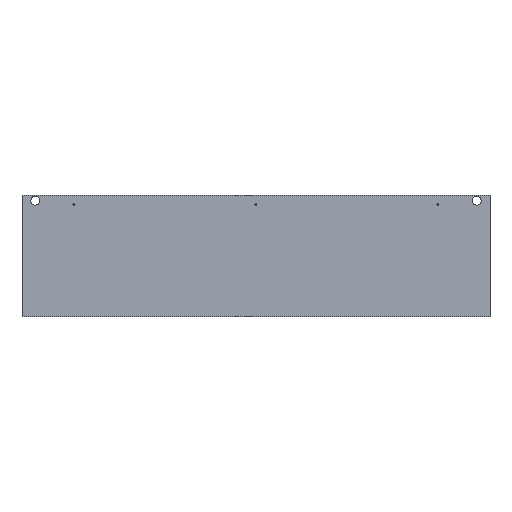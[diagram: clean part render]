
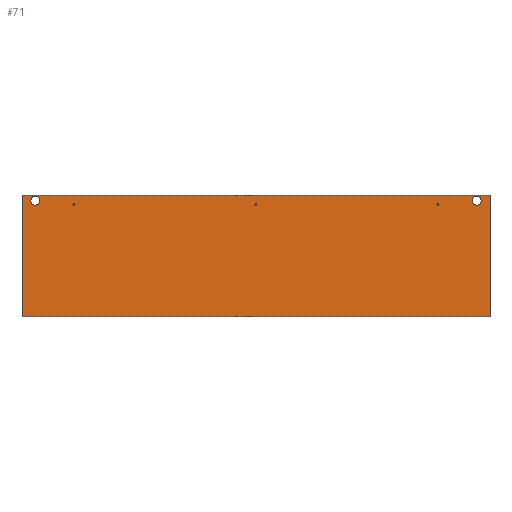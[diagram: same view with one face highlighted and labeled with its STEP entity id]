
A CAD part, top view. The second image highlights one B-rep face of the part: STEP entity #71.
In plain terms, the highlighted planar face has unit normal (0, 0, 1).
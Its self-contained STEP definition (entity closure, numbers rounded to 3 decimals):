
#71=ADVANCED_FACE('',(#172,#173,#174,#175,#176,#177),#178,.T.);
#172=FACE_BOUND('',#313,.T.);
#173=FACE_BOUND('',#314,.T.);
#174=FACE_BOUND('',#315,.T.);
#175=FACE_BOUND('',#316,.T.);
#176=FACE_BOUND('',#317,.T.);
#177=FACE_OUTER_BOUND('',#318,.T.);
#178=PLANE('',#319);
#313=EDGE_LOOP('',(#468));
#314=EDGE_LOOP('',(#469));
#315=EDGE_LOOP('',(#470));
#316=EDGE_LOOP('',(#471));
#317=EDGE_LOOP('',(#472));
#318=EDGE_LOOP('',(#473,#474,#475,#476));
#319=AXIS2_PLACEMENT_3D('',#477,#478,#479);
#468=ORIENTED_EDGE('',*,*,#676,.F.);
#469=ORIENTED_EDGE('',*,*,#677,.T.);
#470=ORIENTED_EDGE('',*,*,#678,.F.);
#471=ORIENTED_EDGE('',*,*,#679,.F.);
#472=ORIENTED_EDGE('',*,*,#680,.F.);
#473=ORIENTED_EDGE('',*,*,#656,.F.);
#474=ORIENTED_EDGE('',*,*,#671,.F.);
#475=ORIENTED_EDGE('',*,*,#681,.F.);
#476=ORIENTED_EDGE('',*,*,#674,.F.);
#477=CARTESIAN_POINT('',(97.5,18.0,29.5));
#478=DIRECTION('',(0.0,0.0,1.0));
#479=DIRECTION('',(-1.0,0.0,0.0));
#656=EDGE_CURVE('',#745,#746,#747,.T.);
#671=EDGE_CURVE('',#770,#745,#772,.T.);
#674=EDGE_CURVE('',#746,#774,#776,.T.);
#676=EDGE_CURVE('',#778,#778,#779,.T.);
#677=EDGE_CURVE('',#780,#780,#781,.T.);
#678=EDGE_CURVE('',#782,#782,#783,.T.);
#679=EDGE_CURVE('',#784,#784,#785,.T.);
#680=EDGE_CURVE('',#786,#786,#787,.T.);
#681=EDGE_CURVE('',#774,#770,#788,.T.);
#745=VERTEX_POINT('',#870);
#746=VERTEX_POINT('',#871);
#747=LINE('',#872,#873);
#770=VERTEX_POINT('',#902);
#772=LINE('',#905,#906);
#774=VERTEX_POINT('',#908);
#776=LINE('',#911,#912);
#778=VERTEX_POINT('',#914);
#779=CIRCLE('',#915,11.0);
#780=VERTEX_POINT('',#916);
#781=CIRCLE('',#917,11.0);
#782=VERTEX_POINT('',#918);
#783=CIRCLE('',#919,2.5);
#784=VERTEX_POINT('',#920);
#785=CIRCLE('',#921,2.5);
#786=VERTEX_POINT('',#922);
#787=CIRCLE('',#923,2.5);
#788=LINE('',#924,#925);
#870=CARTESIAN_POINT('',(682.5,170.0,29.5));
#871=CARTESIAN_POINT('',(682.5,-134.0,29.5));
#872=CARTESIAN_POINT('',(682.5,18.0,29.5));
#873=VECTOR('',#1022,1.0);
#902=CARTESIAN_POINT('',(-487.5,170.0,29.5));
#905=CARTESIAN_POINT('',(97.5,170.0,29.5));
#906=VECTOR('',#1045,1.0);
#908=CARTESIAN_POINT('',(-487.5,-134.0,29.5));
#911=CARTESIAN_POINT('',(97.5,-134.0,29.5));
#912=VECTOR('',#1047,1.0);
#914=CARTESIAN_POINT('',(660.5,156.0,29.5));
#915=AXIS2_PLACEMENT_3D('',#1048,#1049,#1050);
#916=CARTESIAN_POINT('',(-443.5,156.0,29.5));
#917=AXIS2_PLACEMENT_3D('',#1051,#1052,#1053);
#918=CARTESIAN_POINT('',(-355.0,146.0,29.5));
#919=AXIS2_PLACEMENT_3D('',#1054,#1055,#1056);
#920=CARTESIAN_POINT('',(100.0,146.0,29.5));
#921=AXIS2_PLACEMENT_3D('',#1057,#1058,#1059);
#922=CARTESIAN_POINT('',(555.0,146.0,29.5));
#923=AXIS2_PLACEMENT_3D('',#1060,#1061,#1062);
#924=CARTESIAN_POINT('',(-487.5,18.0,29.5));
#925=VECTOR('',#1063,1.0);
#1022=DIRECTION('',(0.0,-1.0,0.0));
#1045=DIRECTION('',(1.0,0.0,0.0));
#1047=DIRECTION('',(-1.0,0.0,0.0));
#1048=CARTESIAN_POINT('',(649.5,156.0,29.5));
#1049=DIRECTION('',(0.0,0.0,1.0));
#1050=DIRECTION('',(1.0,0.0,0.0));
#1051=CARTESIAN_POINT('',(-454.5,156.0,29.5));
#1052=DIRECTION('',(0.,0.0,-1.0));
#1053=DIRECTION('',(1.0,0.0,0.));
#1054=CARTESIAN_POINT('',(-357.5,146.0,29.5));
#1055=DIRECTION('',(0.0,0.0,1.0));
#1056=DIRECTION('',(1.0,0.0,0.0));
#1057=CARTESIAN_POINT('',(97.5,146.0,29.5));
#1058=DIRECTION('',(0.0,0.0,1.0));
#1059=DIRECTION('',(1.0,0.0,0.0));
#1060=CARTESIAN_POINT('',(552.5,146.0,29.5));
#1061=DIRECTION('',(0.0,0.0,1.0));
#1062=DIRECTION('',(1.0,0.0,0.0));
#1063=DIRECTION('',(0.0,1.0,0.0));
